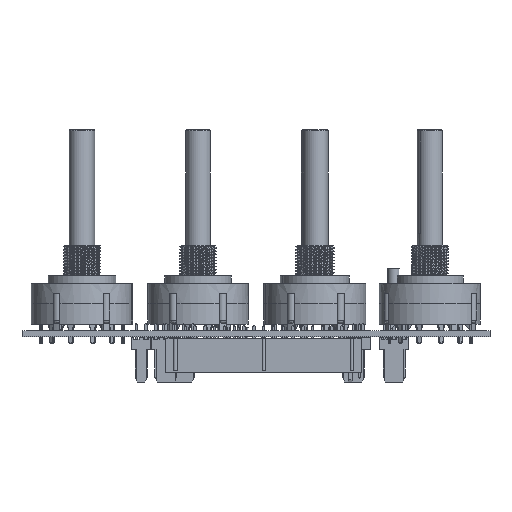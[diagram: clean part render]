
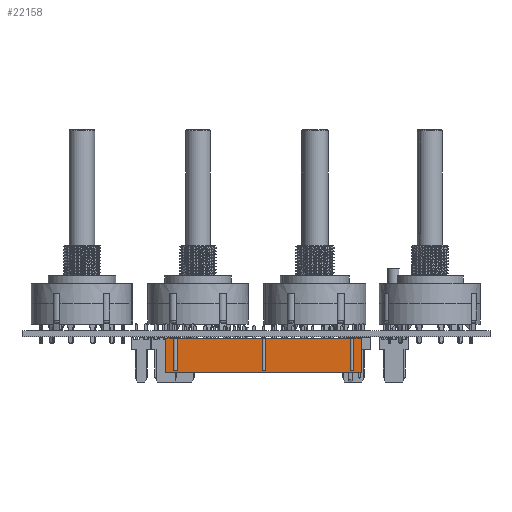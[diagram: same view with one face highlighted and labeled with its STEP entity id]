
A CAD part, front view. The second image highlights one B-rep face of the part: STEP entity #22158.
In plain terms, the highlighted face is planar.
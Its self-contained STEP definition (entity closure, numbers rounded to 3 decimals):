
#20504 = EDGE_CURVE('',#20505,#20507,#20509,.T.);
#20505 = VERTEX_POINT('',#20506);
#20506 = CARTESIAN_POINT('',(5.695,5.1,0.25));
#20507 = VERTEX_POINT('',#20508);
#20508 = CARTESIAN_POINT('',(5.695,5.1,9.1));
#20509 = LINE('',#20510,#20511);
#20510 = CARTESIAN_POINT('',(5.695,5.1,0.25));
#20511 = VECTOR('',#20512,1.);
#20512 = DIRECTION('',(0.,0.,1.));
#20569 = VERTEX_POINT('',#20570);
#20570 = CARTESIAN_POINT('',(5.695,-45.74,9.1));
#20576 = EDGE_CURVE('',#20569,#20507,#20577,.T.);
#20577 = LINE('',#20578,#20579);
#20578 = CARTESIAN_POINT('',(5.695,-45.74,9.1));
#20579 = VECTOR('',#20580,1.);
#20580 = DIRECTION('',(0.,1.,0.));
#20777 = VERTEX_POINT('',#20778);
#20778 = CARTESIAN_POINT('',(5.695,-45.74,0.25));
#20784 = EDGE_CURVE('',#20777,#20569,#20785,.T.);
#20785 = LINE('',#20786,#20787);
#20786 = CARTESIAN_POINT('',(5.695,-45.74,0.25));
#20787 = VECTOR('',#20788,1.);
#20788 = DIRECTION('',(0.,0.,1.));
#20824 = EDGE_CURVE('',#20825,#20505,#20827,.T.);
#20825 = VERTEX_POINT('',#20826);
#20826 = CARTESIAN_POINT('',(5.695,3.033,0.25));
#20827 = LINE('',#20828,#20829);
#20828 = CARTESIAN_POINT('',(5.695,-45.74,0.25));
#20829 = VECTOR('',#20830,1.);
#20830 = DIRECTION('',(0.,1.,0.));
#20842 = VERTEX_POINT('',#20843);
#20843 = CARTESIAN_POINT('',(5.695,2.167,0.25));
#20850 = EDGE_CURVE('',#20851,#20842,#20853,.T.);
#20851 = VERTEX_POINT('',#20852);
#20852 = CARTESIAN_POINT('',(5.695,-19.887,0.25));
#20853 = LINE('',#20854,#20855);
#20854 = CARTESIAN_POINT('',(5.695,-45.74,0.25));
#20855 = VECTOR('',#20856,1.);
#20856 = DIRECTION('',(0.,1.,0.));
#20868 = VERTEX_POINT('',#20869);
#20869 = CARTESIAN_POINT('',(5.695,-20.753,0.25));
#20876 = EDGE_CURVE('',#20877,#20868,#20879,.T.);
#20877 = VERTEX_POINT('',#20878);
#20878 = CARTESIAN_POINT('',(5.695,-42.807,0.25));
#20879 = LINE('',#20880,#20881);
#20880 = CARTESIAN_POINT('',(5.695,-45.74,0.25));
#20881 = VECTOR('',#20882,1.);
#20882 = DIRECTION('',(0.,1.,0.));
#20894 = VERTEX_POINT('',#20895);
#20895 = CARTESIAN_POINT('',(5.695,-43.673,0.25));
#20902 = EDGE_CURVE('',#20777,#20894,#20903,.T.);
#20903 = LINE('',#20904,#20905);
#20904 = CARTESIAN_POINT('',(5.695,-45.74,0.25));
#20905 = VECTOR('',#20906,1.);
#20906 = DIRECTION('',(0.,1.,0.));
#22158 = ADVANCED_FACE('',(#22159),#22234,.T.);
#22159 = FACE_BOUND('',#22160,.T.);
#22160 = EDGE_LOOP('',(#22161,#22162,#22163,#22171,#22179,#22185,#22186,
    #22194,#22202,#22208,#22209,#22217,#22225,#22231,#22232,#22233));
#22161 = ORIENTED_EDGE('',*,*,#20784,.F.);
#22162 = ORIENTED_EDGE('',*,*,#20902,.T.);
#22163 = ORIENTED_EDGE('',*,*,#22164,.F.);
#22164 = EDGE_CURVE('',#22165,#20894,#22167,.T.);
#22165 = VERTEX_POINT('',#22166);
#22166 = CARTESIAN_POINT('',(5.695,-43.673,8.75));
#22167 = LINE('',#22168,#22169);
#22168 = CARTESIAN_POINT('',(5.695,-43.673,0.25));
#22169 = VECTOR('',#22170,1.);
#22170 = DIRECTION('',(-0.,-0.,-1.));
#22171 = ORIENTED_EDGE('',*,*,#22172,.F.);
#22172 = EDGE_CURVE('',#22173,#22165,#22175,.T.);
#22173 = VERTEX_POINT('',#22174);
#22174 = CARTESIAN_POINT('',(5.695,-42.807,8.75));
#22175 = LINE('',#22176,#22177);
#22176 = CARTESIAN_POINT('',(5.695,-31.78,8.75));
#22177 = VECTOR('',#22178,1.);
#22178 = DIRECTION('',(0.,-1.,0.));
#22179 = ORIENTED_EDGE('',*,*,#22180,.T.);
#22180 = EDGE_CURVE('',#22173,#20877,#22181,.T.);
#22181 = LINE('',#22182,#22183);
#22182 = CARTESIAN_POINT('',(5.695,-42.807,0.25));
#22183 = VECTOR('',#22184,1.);
#22184 = DIRECTION('',(-0.,-0.,-1.));
#22185 = ORIENTED_EDGE('',*,*,#20876,.T.);
#22186 = ORIENTED_EDGE('',*,*,#22187,.F.);
#22187 = EDGE_CURVE('',#22188,#20868,#22190,.T.);
#22188 = VERTEX_POINT('',#22189);
#22189 = CARTESIAN_POINT('',(5.695,-20.753,8.75));
#22190 = LINE('',#22191,#22192);
#22191 = CARTESIAN_POINT('',(5.695,-20.753,0.25));
#22192 = VECTOR('',#22193,1.);
#22193 = DIRECTION('',(-0.,-0.,-1.));
#22194 = ORIENTED_EDGE('',*,*,#22195,.F.);
#22195 = EDGE_CURVE('',#22196,#22188,#22198,.T.);
#22196 = VERTEX_POINT('',#22197);
#22197 = CARTESIAN_POINT('',(5.695,-19.887,8.75));
#22198 = LINE('',#22199,#22200);
#22199 = CARTESIAN_POINT('',(5.695,-20.32,8.75));
#22200 = VECTOR('',#22201,1.);
#22201 = DIRECTION('',(0.,-1.,0.));
#22202 = ORIENTED_EDGE('',*,*,#22203,.T.);
#22203 = EDGE_CURVE('',#22196,#20851,#22204,.T.);
#22204 = LINE('',#22205,#22206);
#22205 = CARTESIAN_POINT('',(5.695,-19.887,0.25));
#22206 = VECTOR('',#22207,1.);
#22207 = DIRECTION('',(-0.,-0.,-1.));
#22208 = ORIENTED_EDGE('',*,*,#20850,.T.);
#22209 = ORIENTED_EDGE('',*,*,#22210,.F.);
#22210 = EDGE_CURVE('',#22211,#20842,#22213,.T.);
#22211 = VERTEX_POINT('',#22212);
#22212 = CARTESIAN_POINT('',(5.695,2.167,8.75));
#22213 = LINE('',#22214,#22215);
#22214 = CARTESIAN_POINT('',(5.695,2.167,0.25));
#22215 = VECTOR('',#22216,1.);
#22216 = DIRECTION('',(-0.,-0.,-1.));
#22217 = ORIENTED_EDGE('',*,*,#22218,.F.);
#22218 = EDGE_CURVE('',#22219,#22211,#22221,.T.);
#22219 = VERTEX_POINT('',#22220);
#22220 = CARTESIAN_POINT('',(5.695,3.033,8.75));
#22221 = LINE('',#22222,#22223);
#22222 = CARTESIAN_POINT('',(5.695,-8.86,8.75));
#22223 = VECTOR('',#22224,1.);
#22224 = DIRECTION('',(0.,-1.,0.));
#22225 = ORIENTED_EDGE('',*,*,#22226,.T.);
#22226 = EDGE_CURVE('',#22219,#20825,#22227,.T.);
#22227 = LINE('',#22228,#22229);
#22228 = CARTESIAN_POINT('',(5.695,3.033,0.25));
#22229 = VECTOR('',#22230,1.);
#22230 = DIRECTION('',(-0.,-0.,-1.));
#22231 = ORIENTED_EDGE('',*,*,#20824,.T.);
#22232 = ORIENTED_EDGE('',*,*,#20504,.T.);
#22233 = ORIENTED_EDGE('',*,*,#20576,.F.);
#22234 = PLANE('',#22235);
#22235 = AXIS2_PLACEMENT_3D('',#22236,#22237,#22238);
#22236 = CARTESIAN_POINT('',(5.695,-20.32,4.675));
#22237 = DIRECTION('',(1.,0.,0.));
#22238 = DIRECTION('',(0.,0.,1.));
